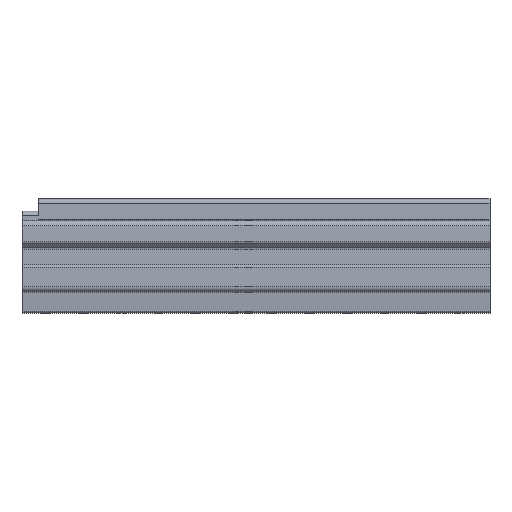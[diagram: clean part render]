
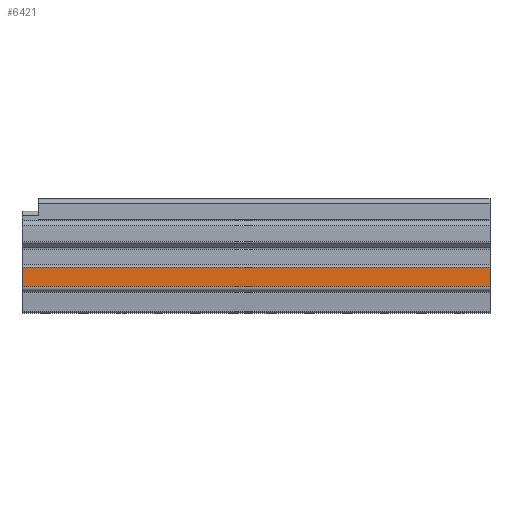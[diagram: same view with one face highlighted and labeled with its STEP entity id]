
A CAD part, left-side view. The second image highlights one B-rep face of the part: STEP entity #6421.
In plain terms, the highlighted planar face has unit normal (-1, 0, 0).
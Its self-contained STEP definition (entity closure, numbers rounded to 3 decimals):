
#305=DIRECTION('',(0.,1.,0.));
#306=VECTOR('',#305,43.5);
#307=CARTESIAN_POINT('',(-6.25,-42.,-1.057));
#308=LINE('',#307,#306);
#309=DIRECTION('',(0.,1.,0.));
#310=VECTOR('',#309,43.5);
#311=CARTESIAN_POINT('',(-6.25,-42.,-2.85));
#312=LINE('',#311,#310);
#2684=DIRECTION('',(0.,0.,1.));
#2685=VECTOR('',#2684,1.793);
#2686=CARTESIAN_POINT('',(-6.25,-42.,-2.85));
#2687=LINE('',#2686,#2685);
#3758=DIRECTION('',(0.,0.,1.));
#3759=VECTOR('',#3758,1.793);
#3760=CARTESIAN_POINT('',(-6.25,1.5,-2.85));
#3761=LINE('',#3760,#3759);
#4779=CARTESIAN_POINT('',(-6.25,-42.,-2.85));
#4780=VERTEX_POINT('',#4779);
#4781=CARTESIAN_POINT('',(-6.25,-42.,-1.057));
#4782=VERTEX_POINT('',#4781);
#6041=CARTESIAN_POINT('',(-6.25,1.5,-2.85));
#6042=VERTEX_POINT('',#6041);
#6043=CARTESIAN_POINT('',(-6.25,1.5,-1.057));
#6044=VERTEX_POINT('',#6043);
#6407=CARTESIAN_POINT('',(-6.25,0.,-2.85));
#6408=DIRECTION('',(-1.,0.,0.));
#6409=DIRECTION('',(0.,0.,1.));
#6410=AXIS2_PLACEMENT_3D('',#6407,#6408,#6409);
#6411=PLANE('',#6410);
#6413=ORIENTED_EDGE('',*,*,#6412,.T.);
#6415=ORIENTED_EDGE('',*,*,#6414,.T.);
#6416=ORIENTED_EDGE('',*,*,#6397,.F.);
#6418=ORIENTED_EDGE('',*,*,#6417,.F.);
#6419=EDGE_LOOP('',(#6413,#6415,#6416,#6418));
#6420=FACE_OUTER_BOUND('',#6419,.F.);
#6421=ADVANCED_FACE('',(#6420),#6411,.T.);
#6397=EDGE_CURVE('',#4782,#6044,#308,.T.);
#6412=EDGE_CURVE('',#4780,#6042,#312,.T.);
#6414=EDGE_CURVE('',#6042,#6044,#3761,.T.);
#6417=EDGE_CURVE('',#4780,#4782,#2687,.T.);
